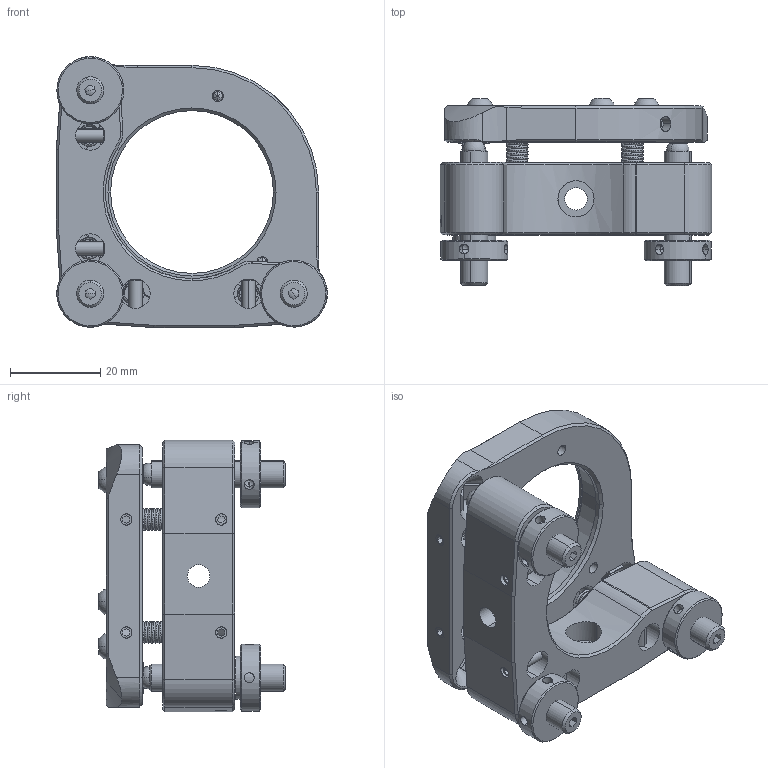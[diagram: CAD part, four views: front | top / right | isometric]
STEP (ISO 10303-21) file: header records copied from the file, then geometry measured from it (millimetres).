
FILE_DESCRIPTION (( 'STEP AP203' ), '1' );
FILE_NAME ('AUS38.1-0.STEP', '2019-04-30T06:01:16', ( 'User' ), ( 'User' ), 'SwSTEP 2.0', 'SolidWorks 2016', '' );
FILE_SCHEMA (( 'CONFIG_CONTROL_DESIGN' ));
Length unit declared in the file: millimetre
Products named in the file (1): AUS38.1-0
Bounding box: 60 x 41.35 x 60 mm (x, y, z)
Surface area: 21668.6 mm2 (no closed solid volume)
Topology: 0 solids, 54 shells, 555 faces, 1775 edges, 1256 vertices
Faces by surface type: plane 233, cylinder 196, cone 102, sphere 16, bspline 8
Entity records: 27130 total; most frequent: CARTESIAN_POINT 11579, DIRECTION 3220, ORIENTED_EDGE 2899, EDGE_CURVE 1744, VERTEX_POINT 1247, LINE 1078, VECTOR 1078, AXIS2_PLACEMENT_3D 1071
